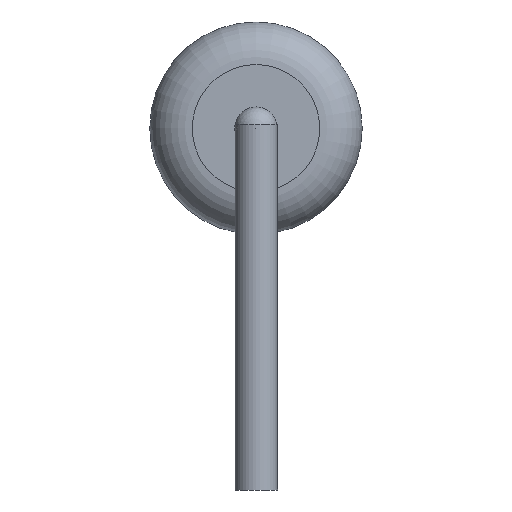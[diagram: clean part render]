
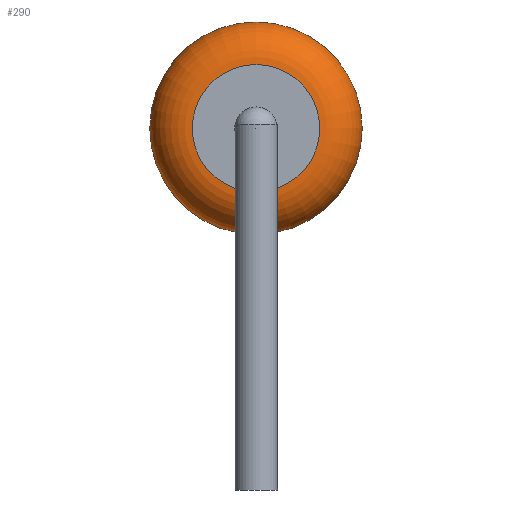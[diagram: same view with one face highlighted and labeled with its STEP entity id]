
A CAD part, left-side view. The second image highlights one B-rep face of the part: STEP entity #290.
In plain terms, the highlighted toroidal (fillet/blend) face has major radius 0.75 mm and minor radius 0.5 mm.
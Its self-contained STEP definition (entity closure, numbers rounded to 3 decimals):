
#16=TOROIDAL_SURFACE('',#357,0.75,0.5);
#61=FACE_OUTER_BOUND('',#84,.T.);
#84=EDGE_LOOP('',(#251,#252,#253,#254,#255));
#126=CIRCLE('',#358,0.75);
#127=CIRCLE('',#359,0.5);
#128=CIRCLE('',#360,1.25);
#129=CIRCLE('',#361,1.25);
#152=VERTEX_POINT('',#552);
#153=VERTEX_POINT('',#554);
#154=VERTEX_POINT('',#556);
#186=EDGE_CURVE('',#152,#152,#126,.T.);
#187=EDGE_CURVE('',#152,#153,#127,.T.);
#188=EDGE_CURVE('',#153,#154,#128,.T.);
#189=EDGE_CURVE('',#154,#153,#129,.T.);
#251=ORIENTED_EDGE('',*,*,#186,.T.);
#252=ORIENTED_EDGE('',*,*,#187,.T.);
#253=ORIENTED_EDGE('',*,*,#188,.T.);
#254=ORIENTED_EDGE('',*,*,#189,.T.);
#255=ORIENTED_EDGE('',*,*,#187,.F.);
#290=ADVANCED_FACE('',(#61),#16,.T.);
#357=AXIS2_PLACEMENT_3D('',#551,#462,#463);
#358=AXIS2_PLACEMENT_3D('',#553,#464,#465);
#359=AXIS2_PLACEMENT_3D('',#555,#466,#467);
#360=AXIS2_PLACEMENT_3D('',#557,#468,#469);
#361=AXIS2_PLACEMENT_3D('',#558,#470,#471);
#462=DIRECTION('center_axis',(-1.,0.,0.));
#463=DIRECTION('ref_axis',(0.,0.,1.));
#464=DIRECTION('center_axis',(1.,0.,0.));
#465=DIRECTION('ref_axis',(0.,-1.,0.));
#466=DIRECTION('center_axis',(0.,-1.,0.));
#467=DIRECTION('ref_axis',(0.,0.,-1.));
#468=DIRECTION('center_axis',(-1.,0.,0.));
#469=DIRECTION('ref_axis',(0.,-1.,0.));
#470=DIRECTION('center_axis',(-1.,0.,0.));
#471=DIRECTION('ref_axis',(0.,-1.,0.));
#551=CARTESIAN_POINT('Origin',(-1.297,-1.922,2.055));
#552=CARTESIAN_POINT('',(-1.797,-1.922,1.305));
#553=CARTESIAN_POINT('Origin',(-1.797,-1.922,2.055));
#554=CARTESIAN_POINT('',(-1.297,-1.922,0.805));
#555=CARTESIAN_POINT('Origin',(-1.297,-1.922,1.305));
#556=CARTESIAN_POINT('',(-1.297,-0.672,2.055));
#557=CARTESIAN_POINT('Origin',(-1.297,-1.922,2.055));
#558=CARTESIAN_POINT('Origin',(-1.297,-1.922,2.055));
